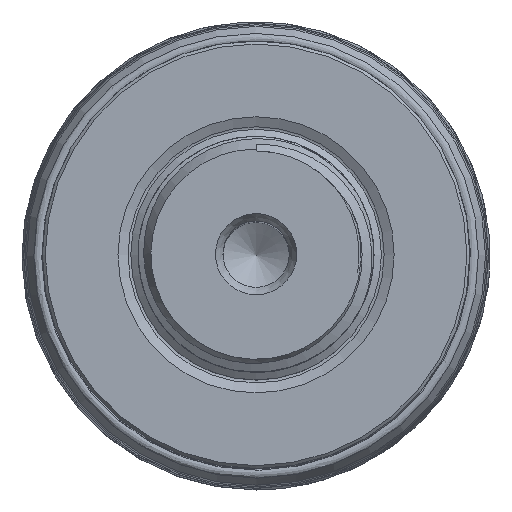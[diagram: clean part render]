
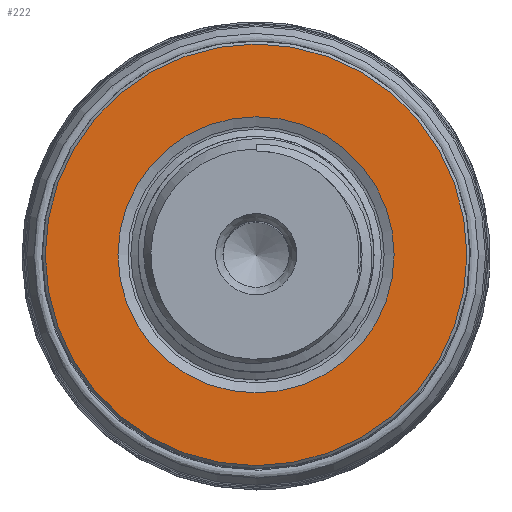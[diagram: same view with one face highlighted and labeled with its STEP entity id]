
A CAD part, top view. The second image highlights one B-rep face of the part: STEP entity #222.
In plain terms, the highlighted planar face has unit normal (0, 0, 1).
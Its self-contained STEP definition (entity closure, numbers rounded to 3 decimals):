
#195=PLANE('',#1023);
#222=ADVANCED_FACE('',(#354,#355),#195,.F.);
#354=FACE_BOUND('',#450,.T.);
#355=FACE_BOUND('',#451,.T.);
#450=EDGE_LOOP('',(#585));
#451=EDGE_LOOP('',(#586));
#585=ORIENTED_EDGE('',*,*,#823,.T.);
#586=ORIENTED_EDGE('',*,*,#822,.F.);
#744=VERTEX_POINT('',#2049);
#745=VERTEX_POINT('',#2052);
#822=EDGE_CURVE('',#744,#744,#891,.T.);
#823=EDGE_CURVE('',#745,#745,#892,.T.);
#891=CIRCLE('',#1020,9.366);
#892=CIRCLE('',#1022,14.3);
#1020=AXIS2_PLACEMENT_3D('',#2048,#1166,#1167);
#1022=AXIS2_PLACEMENT_3D('',#2051,#1170,#1171);
#1023=AXIS2_PLACEMENT_3D('',#2053,#1172,#1173);
#1166=DIRECTION('',(0.,0.,1.));
#1167=DIRECTION('',(0.,1.,0.));
#1170=DIRECTION('',(0.,0.,1.));
#1171=DIRECTION('',(0.,-1.,0.));
#1172=DIRECTION('',(0.,0.,-1.));
#1173=DIRECTION('',(0.,-1.,0.));
#2048=CARTESIAN_POINT('',(0.,0.,44.45));
#2049=CARTESIAN_POINT('',(0.,9.366,44.45));
#2051=CARTESIAN_POINT('',(0.,0.,44.45));
#2052=CARTESIAN_POINT('',(0.,-14.3,44.45));
#2053=CARTESIAN_POINT('',(14.5,0.,44.45));
